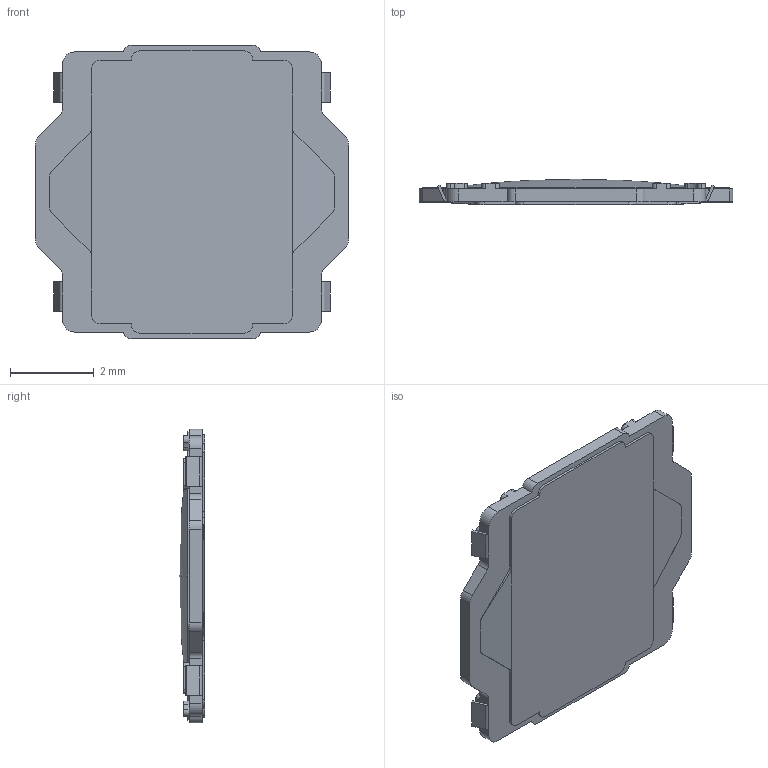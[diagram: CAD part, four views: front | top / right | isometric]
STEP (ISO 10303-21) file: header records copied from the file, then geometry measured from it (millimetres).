
FILE_DESCRIPTION(('STEP AP242'),'1');
FILE_NAME('skrraae010.stp','2020-10-30T07:14:09',('TraceParts'),('TraceParts S.A.'),'Spatial InterOp 3D',' ',' ');
FILE_SCHEMA(('AP242_MANAGED_MODEL_BASED_3D_ENGINEERING_MIM_LF {1 0 10303 442 1 1 4}'));
Length unit declared in the file: millimetre
Products named in the file (1): skrraae010
Bounding box: 7.5 x 0.6 x 7.03 mm (x, y, z)
Volume: 21 mm3; surface area: 107.6 mm2
Topology: 1 solids, 1 shells, 178 faces, 511 edges, 336 vertices
Faces by surface type: cylinder 92, plane 84, sphere 2
Entity records: 7303 total; most frequent: CARTESIAN_POINT 1048, DIRECTION 1040, ORIENTED_EDGE 1018, EDGE_CURVE 509, AXIS2_PLACEMENT_3D 360, VERTEX_POINT 336, LINE 320, VECTOR 320
